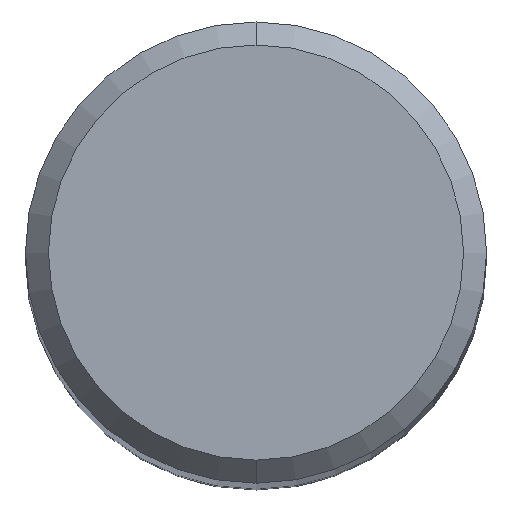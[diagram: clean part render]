
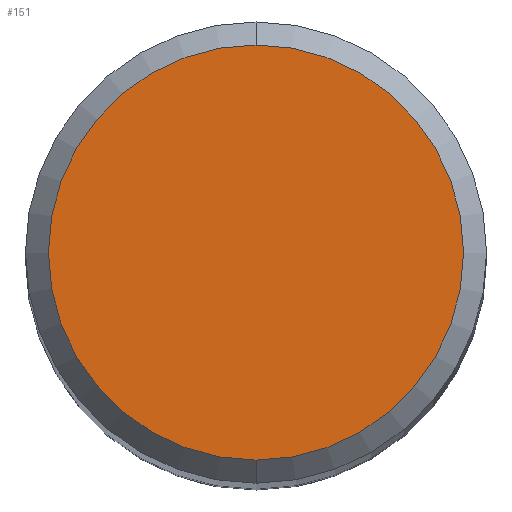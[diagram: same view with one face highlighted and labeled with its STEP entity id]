
A CAD part, top view. The second image highlights one B-rep face of the part: STEP entity #151.
In plain terms, the highlighted planar face has unit normal (0, 0, 1).
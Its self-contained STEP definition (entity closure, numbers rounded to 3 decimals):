
#87=VERTEX_POINT('',#204);
#99=VERTEX_POINT('',#217);
#129=EDGE_CURVE('',#99,#87,#250,.T.);
#135=EDGE_CURVE('',#87,#99,#256,.T.);
#151=ADVANCED_FACE('',(#275),#276,.T.);
#204=CARTESIAN_POINT('',(0.,-9.0,0.0));
#217=CARTESIAN_POINT('',(0.0,9.0,0.0));
#250=CIRCLE('',#384,9.0);
#256=CIRCLE('',#392,9.0);
#275=FACE_OUTER_BOUND('',#413,.T.);
#276=PLANE('',#414);
#384=AXIS2_PLACEMENT_3D('',#518,#519,#520);
#392=AXIS2_PLACEMENT_3D('',#524,#525,#526);
#413=EDGE_LOOP('',(#560,#561));
#414=AXIS2_PLACEMENT_3D('',#562,#563,#564);
#518=CARTESIAN_POINT('',(0.0,0.0,0.0));
#519=DIRECTION('',(0.0,0.0,-1.0));
#520=DIRECTION('',(0.0,1.0,0.0));
#524=CARTESIAN_POINT('',(0.0,0.0,0.0));
#525=DIRECTION('',(0.0,0.0,-1.0));
#526=DIRECTION('',(0.0,1.0,0.0));
#560=ORIENTED_EDGE('',*,*,#129,.F.);
#561=ORIENTED_EDGE('',*,*,#135,.F.);
#562=CARTESIAN_POINT('',(0.0,4.5,0.0));
#563=DIRECTION('',(-0.0,0.0,1.0));
#564=DIRECTION('',(0.0,-1.0,0.0));
